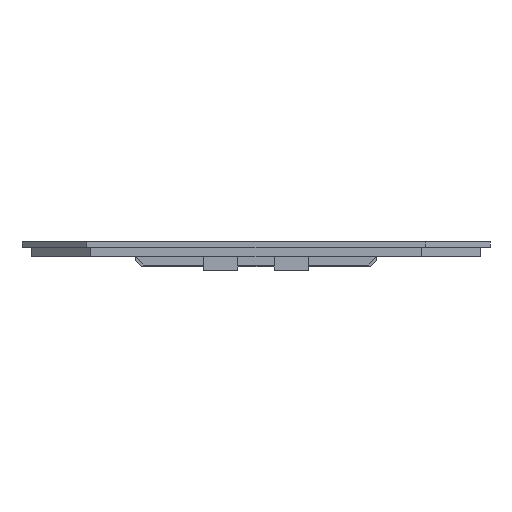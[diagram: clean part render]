
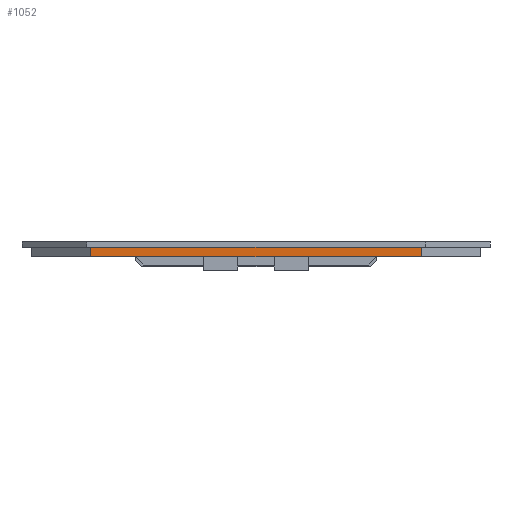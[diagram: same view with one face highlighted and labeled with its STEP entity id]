
A CAD part, front view. The second image highlights one B-rep face of the part: STEP entity #1052.
In plain terms, the highlighted planar face has unit normal (0, -1, 0).
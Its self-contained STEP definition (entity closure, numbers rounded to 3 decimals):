
#86 = EDGE_LOOP ( 'NONE', ( #256, #155, #1633, #839 ) ) ;
#105 = CARTESIAN_POINT ( 'NONE',  ( 27.396, -63.28, 1.5 ) ) ;
#155 = ORIENTED_EDGE ( 'NONE', *, *, #431, .F. ) ;
#179 = CARTESIAN_POINT ( 'NONE',  ( -27.396, -63.28, 1.5 ) ) ;
#189 = VERTEX_POINT ( 'NONE', #1223 ) ;
#256 = ORIENTED_EDGE ( 'NONE', *, *, #1185, .T. ) ;
#287 = VERTEX_POINT ( 'NONE', #298 ) ;
#298 = CARTESIAN_POINT ( 'NONE',  ( 27.396, -63.28, 3.05 ) ) ;
#431 = EDGE_CURVE ( 'NONE', #1178, #189, #783, .T. ) ;
#436 = LINE ( 'NONE', #1672, #808 ) ;
#551 = PLANE ( 'NONE',  #1164 ) ;
#704 = VECTOR ( 'NONE', #1087, 1000. ) ;
#754 = LINE ( 'NONE', #1642, #1964 ) ;
#783 = LINE ( 'NONE', #179, #704 ) ;
#808 = VECTOR ( 'NONE', #1117, 1000. ) ;
#839 = ORIENTED_EDGE ( 'NONE', *, *, #1068, .T. ) ;
#846 = LINE ( 'NONE', #105, #1167 ) ;
#941 = DIRECTION ( 'NONE',  ( 0., 1., 0. ) ) ;
#1006 = DIRECTION ( 'NONE',  ( 0., 0., 1. ) ) ;
#1052 = ADVANCED_FACE ( 'NONE', ( #1473 ), #551, .F. ) ;
#1068 = EDGE_CURVE ( 'NONE', #1325, #287, #846, .T. ) ;
#1073 = EDGE_CURVE ( 'NONE', #1325, #1178, #754, .T. ) ;
#1087 = DIRECTION ( 'NONE',  ( 0., 0., 1. ) ) ;
#1117 = DIRECTION ( 'NONE',  ( -1., 0., 0. ) ) ;
#1164 = AXIS2_PLACEMENT_3D ( 'NONE', #1950, #941, #1006 ) ;
#1167 = VECTOR ( 'NONE', #1331, 1000. ) ;
#1178 = VERTEX_POINT ( 'NONE', #1488 ) ;
#1185 = EDGE_CURVE ( 'NONE', #287, #189, #436, .T. ) ;
#1213 = DIRECTION ( 'NONE',  ( -1., 0., 0. ) ) ;
#1223 = CARTESIAN_POINT ( 'NONE',  ( -27.396, -63.28, 3.05 ) ) ;
#1278 = CARTESIAN_POINT ( 'NONE',  ( 27.396, -63.28, 1.5 ) ) ;
#1325 = VERTEX_POINT ( 'NONE', #1278 ) ;
#1331 = DIRECTION ( 'NONE',  ( 0., 0., 1. ) ) ;
#1473 = FACE_OUTER_BOUND ( 'NONE', #86, .T. ) ;
#1488 = CARTESIAN_POINT ( 'NONE',  ( -27.396, -63.28, 1.5 ) ) ;
#1633 = ORIENTED_EDGE ( 'NONE', *, *, #1073, .F. ) ;
#1642 = CARTESIAN_POINT ( 'NONE',  ( 27.396, -63.28, 1.5 ) ) ;
#1672 = CARTESIAN_POINT ( 'NONE',  ( 27.396, -63.28, 3.05 ) ) ;
#1950 = CARTESIAN_POINT ( 'NONE',  ( 27.396, -63.28, 1.5 ) ) ;
#1964 = VECTOR ( 'NONE', #1213, 1000. ) ;
